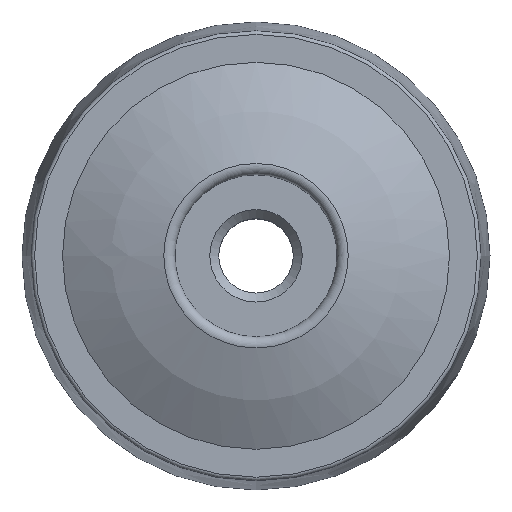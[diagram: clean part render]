
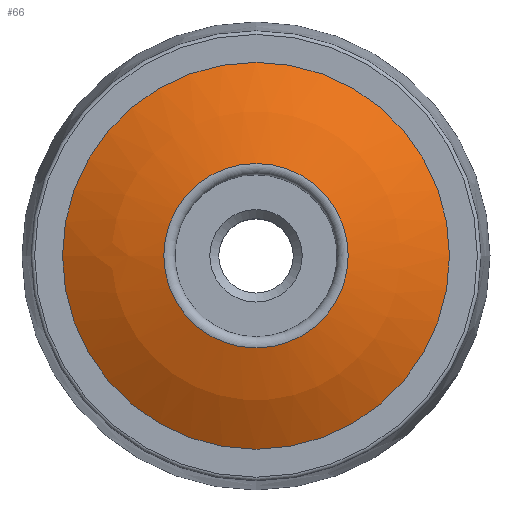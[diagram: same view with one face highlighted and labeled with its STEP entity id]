
A CAD part, top view. The second image highlights one B-rep face of the part: STEP entity #66.
In plain terms, the highlighted spherical face has radius 20.76 mm.
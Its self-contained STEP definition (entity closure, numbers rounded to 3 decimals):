
#66 = ADVANCED_FACE( '', ( #141, #142 ), #143, .T. );
#141 = FACE_OUTER_BOUND( '', #212, .T. );
#142 = FACE_OUTER_BOUND( '', #213, .T. );
#143 = SPHERICAL_SURFACE( '', #214, 20.76 );
#212 = EDGE_LOOP( '', ( #303 ) );
#213 = EDGE_LOOP( '', ( #304 ) );
#214 = AXIS2_PLACEMENT_3D( '', #305, #306, #307 );
#303 = ORIENTED_EDGE( '', *, *, #348, .T. );
#304 = ORIENTED_EDGE( '', *, *, #341, .T. );
#305 = CARTESIAN_POINT( '', ( 0., 0., -5.76 ) );
#306 = DIRECTION( '', ( 0., 0., 1. ) );
#307 = DIRECTION( '', ( 0., 1., 0. ) );
#341 = EDGE_CURVE( '', #384, #384, #385, .T. );
#348 = EDGE_CURVE( '', #395, #395, #396, .T. );
#384 = VERTEX_POINT( '', #432 );
#385 = CIRCLE( '', #433, 10.75 );
#395 = VERTEX_POINT( '', #443 );
#396 = CIRCLE( '', #444, 5.123 );
#432 = CARTESIAN_POINT( '', ( 10.75, 0., 12. ) );
#433 = AXIS2_PLACEMENT_3D( '', #481, #482, #483 );
#443 = CARTESIAN_POINT( '', ( -5.123, 0., 14.358 ) );
#444 = AXIS2_PLACEMENT_3D( '', #493, #494, #495 );
#481 = CARTESIAN_POINT( '', ( 0., 0., 12. ) );
#482 = DIRECTION( '', ( 0., 0., 1. ) );
#483 = DIRECTION( '', ( 1., 0., 0. ) );
#493 = CARTESIAN_POINT( '', ( 0., 0., 14.358 ) );
#494 = DIRECTION( '', ( 0., 0., -1. ) );
#495 = DIRECTION( '', ( -1., 0., 0. ) );
